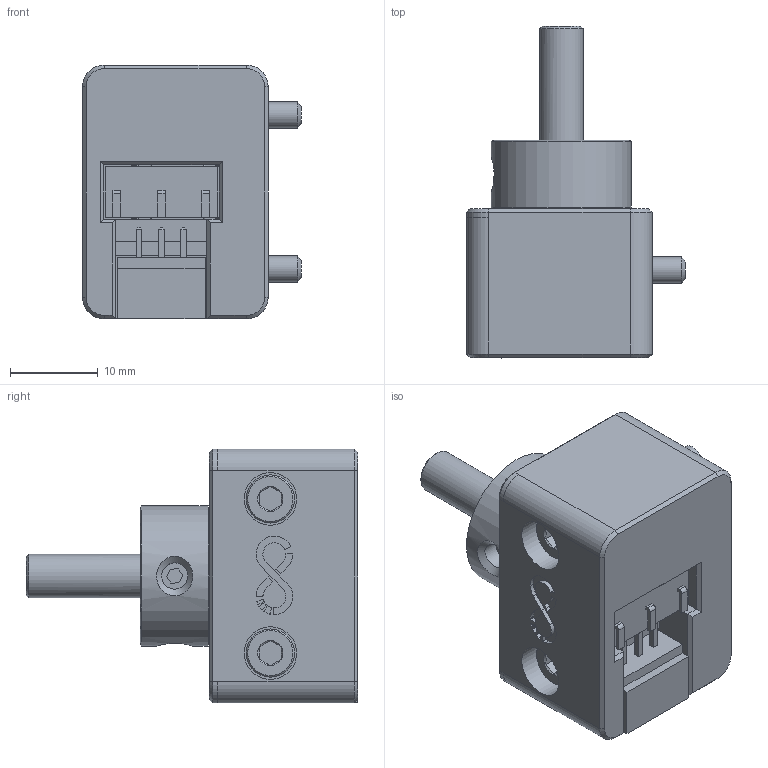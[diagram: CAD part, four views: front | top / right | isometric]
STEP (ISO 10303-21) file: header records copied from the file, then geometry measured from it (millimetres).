
FILE_DESCRIPTION(/* description */ (''),/* implementation_level */ '2;1');
FILE_NAME(/* name */ 'V2.4_Mech Z Endstop Assembly.step',/* time_stamp */ '2022-06-02T18:36:12-04:00',/* author */ (''),/* organization */ (''),/* preprocessor_version */ 'ST-DEVELOPER v19',/* originating_system */ 'Autodesk Translation Framework v11.7.0.108',/* authorisation */ '');
FILE_SCHEMA (('AUTOMOTIVE_DESIGN { 1 0 10303 214 3 1 1 }'));
Length unit declared in the file: millimetre
Products named in the file (6): V2.4_Mech Z Endstop Assembly; Omron_D2F_F; 5x33 Shaft; GT2 20T 6mm Deflanged; JST 3pin Recepticle v1; M3x20 SHCS (1) (1)
Assembly tree (6 placements, depth 2):
  V2.4_Mech Z Endstop Assembly
    Omron_D2F_F
    5x33 Shaft
    GT2 20T 6mm Deflanged
    JST 3pin Recepticle v1
    M3x20 SHCS (1) (1)  x2
Bounding box: 25 x 37.89 x 29 mm (x, y, z)
Volume: 10949.8 mm3; surface area: 7782.2 mm2
Topology: 12 solids, 12 shells, 538 faces, 1391 edges, 897 vertices
Faces by surface type: plane 256, cylinder 195, bspline 50, cone 37
Full cylindrical faces by diameter (mm): 1.6 x2, 2 x1, 3 x5, 3.4 x2, 4.98 x1, 5 x1, 5.5 x2, 6 x2, 8.768 x1, 16 x1
Entity records: 18693 total; most frequent: CARTESIAN_POINT 6039, ORIENTED_EDGE 2706, DIRECTION 2517, EDGE_CURVE 1353, AXIS2_PLACEMENT_3D 880, VERTEX_POINT 876, LINE 757, VECTOR 757
